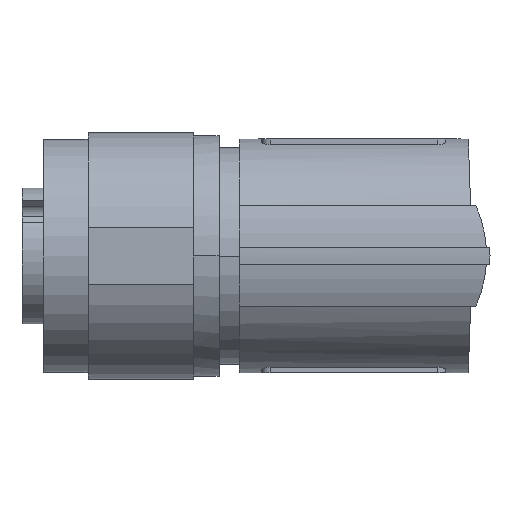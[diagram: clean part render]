
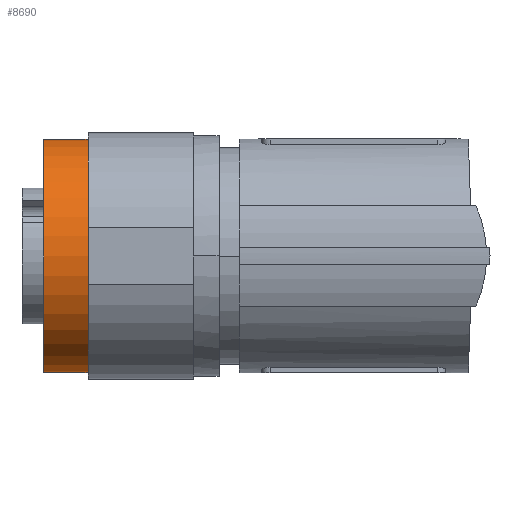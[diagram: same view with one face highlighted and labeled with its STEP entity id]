
A CAD part, left-side view. The second image highlights one B-rep face of the part: STEP entity #8690.
In plain terms, the highlighted cylindrical face has radius 7 mm (diameter 14 mm), a partial arc.
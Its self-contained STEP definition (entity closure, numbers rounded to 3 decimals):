
#3300=CARTESIAN_POINT('',(-22.295,17.55,
2.704));
#3310=VERTEX_POINT('',#3300);
#3340=CARTESIAN_POINT('',(-22.295,20.25,
2.704));
#3350=DIRECTION('',(0.,1.,
0.));
#3360=VECTOR('',#3350,1.);
#3370=LINE('',#3340,#3360);
#3380=CARTESIAN_POINT('',(-22.295,20.21,
2.704));
#3390=VERTEX_POINT('',#3380);
#3400=EDGE_CURVE('',#3310,#3390,#3370,.T.);
#4050=CARTESIAN_POINT('',(-28.75,20.21,
-0.004));
#4060=DIRECTION('',(0.,1.,
0.));
#4070=DIRECTION('',(0.707,0.,
0.707));
#4080=AXIS2_PLACEMENT_3D('',#4050,#4060,#4070);
#4090=CIRCLE('',#4080,7.);
#4100=CARTESIAN_POINT('',(-22.295,20.21,
-2.712));
#4110=VERTEX_POINT('',#4100);
#4120=EDGE_CURVE('',#4110,#3390,#4090,.T.);
#8180=CARTESIAN_POINT('',(-22.295,20.25,
-2.712));
#8190=DIRECTION('',(0.,1.,
0.));
#8200=VECTOR('',#8190,1.);
#8210=LINE('',#8180,#8200);
#8220=CARTESIAN_POINT('',(-22.295,17.55,
-2.712));
#8230=VERTEX_POINT('',#8220);
#8240=EDGE_CURVE('',#8230,#4110,#8210,.T.);
#8520=CARTESIAN_POINT('',(-28.75,20.25,
-0.004));
#8530=DIRECTION('',(0.,1.,
0.));
#8540=DIRECTION('',(0.707,0.,
0.707));
#8550=AXIS2_PLACEMENT_3D('',#8520,#8530,#8540);
#8560=CYLINDRICAL_SURFACE('',#8550,7.);
#8570=ORIENTED_EDGE('',*,*,#3400,.T.);
#8580=CARTESIAN_POINT('',(-28.75,17.55,
-0.004));
#8590=DIRECTION('',(0.,1.,
0.));
#8600=DIRECTION('',(0.707,0.,
0.707));
#8610=AXIS2_PLACEMENT_3D('',#8580,#8590,#8600);
#8620=CIRCLE('',#8610,7.);
#8630=EDGE_CURVE('',#8230,#3310,#8620,.T.);
#8640=ORIENTED_EDGE('',*,*,#8630,.T.);
#8650=ORIENTED_EDGE('',*,*,#8240,.F.);
#8660=ORIENTED_EDGE('',*,*,#4120,.F.);
#8670=EDGE_LOOP('',(#8660,#8650,#8640,#8570));
#8680=FACE_OUTER_BOUND('',#8670,.T.);
#8690=ADVANCED_FACE('',(#8680),#8560,.T.);
